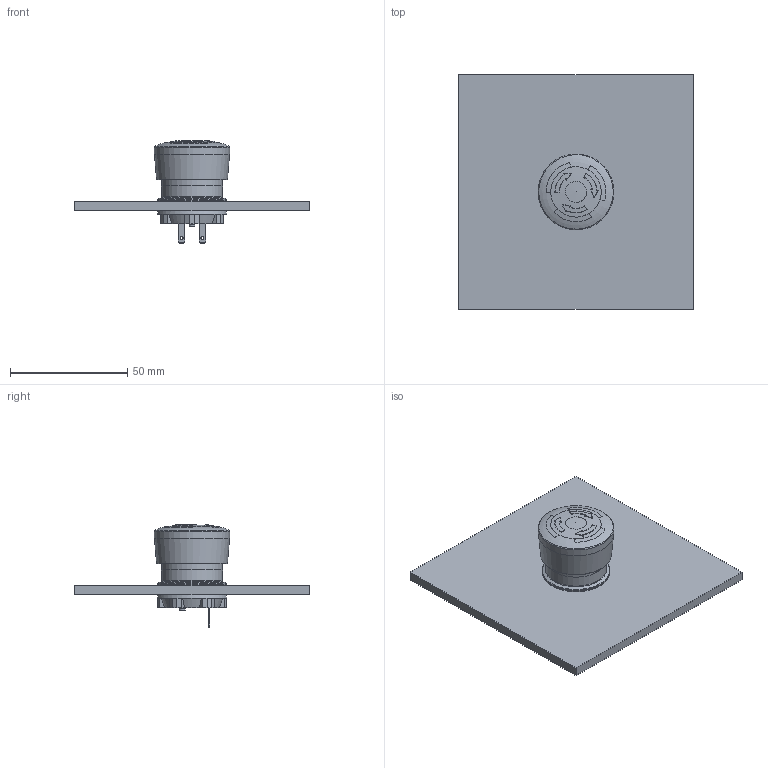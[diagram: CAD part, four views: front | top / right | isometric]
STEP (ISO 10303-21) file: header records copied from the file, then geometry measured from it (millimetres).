
FILE_DESCRIPTION(/* description */ ('Unknown'),/* implementation_level */ '2;1');
FILE_NAME(/* name */ '84-5220.0020_E-Stop Pushbutton_R_00584773',/* time_stamp */ '2021-04-19T11:01:41+02:00',/* author */ ('Unknown'),/* organization */ ('Unknown'),/* preprocessor_version */ 'ST-DEVELOPER v16.7',/* originating_system */ 'DEX',/* authorisation */ $);
FILE_SCHEMA (('AUTOMOTIVE_DESIGN {1 0 10303 214 3 1 1}'));
Length unit declared in the file: millimetre
Products named in the file (12): 84-5220.0020_E-Stop Pushbutton_R_00584773; 84-5220.0020_E-Stop Pushbutton_00584014_oa_0; Gehäuse mit Weichkomponente KNA_00529213; Gehäuse ohne Weichkomponente_00529214; Weichkomponente vom Gehäuse_00529215; Druckhaube_ro-we-ro_00586430; Schaltelement_OE_OE_KNA_00452207; Schraubring_00301237; Oeffnerkontakt_KNA_00452245; Kontaktniet_KNA_00452246; Oeffnerkontakt_KNA_00452247; Panel_R_D1-22_B-4mm_00584775
Assembly tree (12 placements, depth 4):
  84-5220.0020_E-Stop Pushbutton_R_00584773
    84-5220.0020_E-Stop Pushbutton_00584014_oa_0
      Gehäuse mit Weichkomponente KNA_00529213
        Gehäuse ohne Weichkomponente_00529214
        Weichkomponente vom Gehäuse_00529215
      Druckhaube_ro-we-ro_00586430
      Schaltelement_OE_OE_KNA_00452207
      Schraubring_00301237
      Oeffnerkontakt_KNA_00452245  x2
        Kontaktniet_KNA_00452246
        Oeffnerkontakt_KNA_00452247
    Panel_R_D1-22_B-4mm_00584775
Bounding box: 100 x 100 x 43.64 mm (x, y, z)
Volume: 49929 mm3; surface area: 34938 mm2
Topology: 15 solids, 15 shells, 477 faces, 1202 edges, 744 vertices
Faces by surface type: plane 181, cylinder 107, bspline 75, cone 44, torus 44, sphere 26
Full cylindrical faces by diameter (mm): 1.3 x2, 1.5 x2, 1.6 x2, 2.2 x2, 2.5 x1, 19.2 x2, 20.949 x7, 21 x1, 22 x2, 22.28 x4, 22.4 x1, 24.4 x2, 26 x4, 27.771 x1, 28.8 x1, 29 x1
Entity records: 15426 total; most frequent: CARTESIAN_POINT 5543, ORIENTED_EDGE 2034, DIRECTION 1875, EDGE_CURVE 1017, AXIS2_PLACEMENT_3D 762, VERTEX_POINT 658, EDGE_LOOP 517, FACE_BOUND 517
